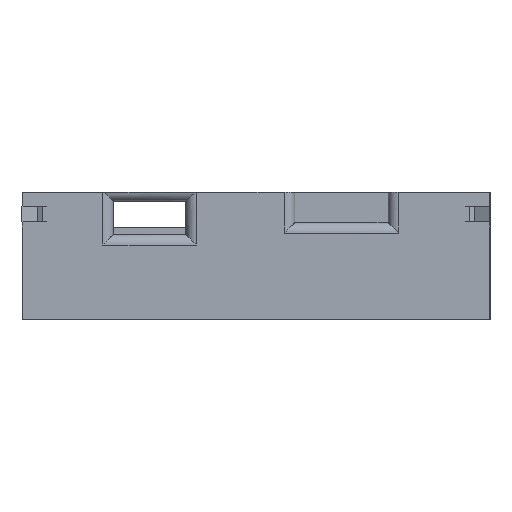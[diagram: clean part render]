
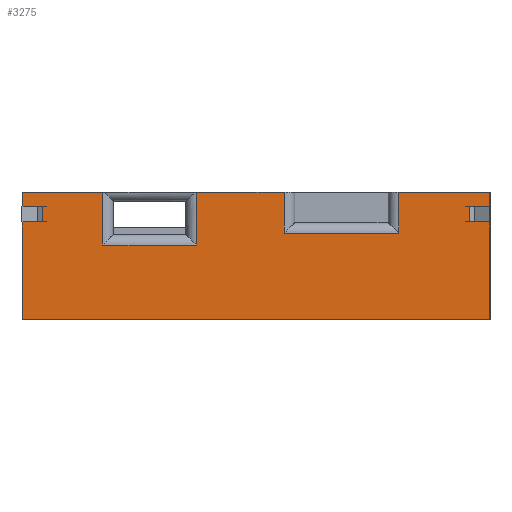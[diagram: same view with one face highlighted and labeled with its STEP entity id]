
A CAD part, left-side view. The second image highlights one B-rep face of the part: STEP entity #3275.
In plain terms, the highlighted planar face has unit normal (-1, 0, 0).
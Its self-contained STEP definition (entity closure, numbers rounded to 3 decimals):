
#215=PLANE('',#3486);
#366=FACE_OUTER_BOUND('',#551,.T.);
#551=EDGE_LOOP('',(#2453,#2454,#2455,#2456,#2457,#2458,#2459,#2460,#2461,
#2462,#2463,#2464,#2465,#2466,#2467,#2468,#2469,#2470,#2471,#2472));
#774=LINE('',#4447,#1105);
#784=LINE('',#4468,#1115);
#786=LINE('',#4472,#1117);
#813=LINE('',#4528,#1144);
#819=LINE('',#4539,#1150);
#820=LINE('',#4542,#1151);
#839=LINE('',#4581,#1170);
#840=LINE('',#4583,#1171);
#841=LINE('',#4584,#1172);
#842=LINE('',#4586,#1173);
#843=LINE('',#4588,#1174);
#844=LINE('',#4590,#1175);
#845=LINE('',#4592,#1176);
#846=LINE('',#4594,#1177);
#847=LINE('',#4596,#1178);
#848=LINE('',#4598,#1179);
#849=LINE('',#4600,#1180);
#850=LINE('',#4602,#1181);
#851=LINE('',#4604,#1182);
#852=LINE('',#4605,#1183);
#1105=VECTOR('',#3741,10.);
#1115=VECTOR('',#3759,10.);
#1117=VECTOR('',#3763,10.);
#1144=VECTOR('',#3808,10.);
#1150=VECTOR('',#3818,10.);
#1151=VECTOR('',#3821,10.);
#1170=VECTOR('',#3854,10.);
#1171=VECTOR('',#3855,10.);
#1172=VECTOR('',#3856,10.);
#1173=VECTOR('',#3857,10.);
#1174=VECTOR('',#3858,10.);
#1175=VECTOR('',#3859,10.);
#1176=VECTOR('',#3860,10.);
#1177=VECTOR('',#3861,10.);
#1178=VECTOR('',#3862,10.);
#1179=VECTOR('',#3863,10.);
#1180=VECTOR('',#3864,10.);
#1181=VECTOR('',#3865,10.);
#1182=VECTOR('',#3866,10.);
#1183=VECTOR('',#3867,10.);
#1477=VERTEX_POINT('',#4440);
#1480=VERTEX_POINT('',#4445);
#1487=VERTEX_POINT('',#4467);
#1488=VERTEX_POINT('',#4471);
#1507=VERTEX_POINT('',#4525);
#1508=VERTEX_POINT('',#4527);
#1511=VERTEX_POINT('',#4537);
#1512=VERTEX_POINT('',#4541);
#1525=VERTEX_POINT('',#4580);
#1526=VERTEX_POINT('',#4582);
#1527=VERTEX_POINT('',#4585);
#1528=VERTEX_POINT('',#4587);
#1529=VERTEX_POINT('',#4589);
#1530=VERTEX_POINT('',#4591);
#1531=VERTEX_POINT('',#4593);
#1532=VERTEX_POINT('',#4595);
#1533=VERTEX_POINT('',#4597);
#1534=VERTEX_POINT('',#4599);
#1535=VERTEX_POINT('',#4601);
#1536=VERTEX_POINT('',#4603);
#1818=EDGE_CURVE('',#1477,#1480,#774,.T.);
#1828=EDGE_CURVE('',#1487,#1477,#784,.T.);
#1830=EDGE_CURVE('',#1480,#1488,#786,.T.);
#1857=EDGE_CURVE('',#1508,#1507,#813,.T.);
#1863=EDGE_CURVE('',#1507,#1511,#819,.T.);
#1864=EDGE_CURVE('',#1512,#1508,#820,.T.);
#1883=EDGE_CURVE('',#1488,#1525,#839,.T.);
#1884=EDGE_CURVE('',#1526,#1525,#840,.T.);
#1885=EDGE_CURVE('',#1526,#1512,#841,.T.);
#1886=EDGE_CURVE('',#1511,#1527,#842,.T.);
#1887=EDGE_CURVE('',#1528,#1527,#843,.T.);
#1888=EDGE_CURVE('',#1529,#1528,#844,.T.);
#1889=EDGE_CURVE('',#1530,#1529,#845,.T.);
#1890=EDGE_CURVE('',#1531,#1530,#846,.T.);
#1891=EDGE_CURVE('',#1532,#1531,#847,.T.);
#1892=EDGE_CURVE('',#1532,#1533,#848,.T.);
#1893=EDGE_CURVE('',#1534,#1533,#849,.T.);
#1894=EDGE_CURVE('',#1534,#1535,#850,.T.);
#1895=EDGE_CURVE('',#1536,#1535,#851,.T.);
#1896=EDGE_CURVE('',#1536,#1487,#852,.T.);
#2453=ORIENTED_EDGE('',*,*,#1828,.T.);
#2454=ORIENTED_EDGE('',*,*,#1818,.T.);
#2455=ORIENTED_EDGE('',*,*,#1830,.T.);
#2456=ORIENTED_EDGE('',*,*,#1883,.T.);
#2457=ORIENTED_EDGE('',*,*,#1884,.F.);
#2458=ORIENTED_EDGE('',*,*,#1885,.T.);
#2459=ORIENTED_EDGE('',*,*,#1864,.T.);
#2460=ORIENTED_EDGE('',*,*,#1857,.T.);
#2461=ORIENTED_EDGE('',*,*,#1863,.T.);
#2462=ORIENTED_EDGE('',*,*,#1886,.T.);
#2463=ORIENTED_EDGE('',*,*,#1887,.F.);
#2464=ORIENTED_EDGE('',*,*,#1888,.F.);
#2465=ORIENTED_EDGE('',*,*,#1889,.F.);
#2466=ORIENTED_EDGE('',*,*,#1890,.F.);
#2467=ORIENTED_EDGE('',*,*,#1891,.F.);
#2468=ORIENTED_EDGE('',*,*,#1892,.T.);
#2469=ORIENTED_EDGE('',*,*,#1893,.F.);
#2470=ORIENTED_EDGE('',*,*,#1894,.T.);
#2471=ORIENTED_EDGE('',*,*,#1895,.F.);
#2472=ORIENTED_EDGE('',*,*,#1896,.T.);
#3275=ADVANCED_FACE('',(#366),#215,.T.);
#3486=AXIS2_PLACEMENT_3D('',#4579,#3852,#3853);
#3741=DIRECTION('',(0.,0.,-1.));
#3759=DIRECTION('',(0.,-1.,0.));
#3763=DIRECTION('',(0.,1.,0.));
#3808=DIRECTION('',(0.,0.,1.));
#3818=DIRECTION('',(0.,-1.,0.));
#3821=DIRECTION('',(0.,1.,0.));
#3852=DIRECTION('center_axis',(-1.,0.,0.));
#3853=DIRECTION('ref_axis',(0.,1.,0.));
#3854=DIRECTION('',(0.,0.,-1.));
#3855=DIRECTION('',(0.,1.,0.));
#3856=DIRECTION('',(0.,0.,1.));
#3857=DIRECTION('',(0.,0.,1.));
#3858=DIRECTION('',(0.,-1.,0.));
#3859=DIRECTION('',(0.,0.,1.));
#3860=DIRECTION('',(0.,-1.,0.));
#3861=DIRECTION('',(0.,0.,-1.));
#3862=DIRECTION('',(0.,-1.,0.));
#3863=DIRECTION('',(0.,0.,-1.));
#3864=DIRECTION('',(0.,-1.,0.));
#3865=DIRECTION('',(0.,0.,1.));
#3866=DIRECTION('',(0.,-1.,0.));
#3867=DIRECTION('',(0.,0.,-1.));
#4440=CARTESIAN_POINT('',(-4.,59.147,13.));
#4445=CARTESIAN_POINT('',(-4.,59.147,10.8));
#4447=CARTESIAN_POINT('',(-4.,59.147,6.5));
#4467=CARTESIAN_POINT('',(-4.,62.,13.));
#4468=CARTESIAN_POINT('',(-4.,27.875,13.));
#4471=CARTESIAN_POINT('',(-4.,62.,10.8));
#4472=CARTESIAN_POINT('',(-4.,27.875,10.8));
#4525=CARTESIAN_POINT('',(-4.,-1.147,13.));
#4527=CARTESIAN_POINT('',(-4.,-1.147,10.8));
#4528=CARTESIAN_POINT('',(-4.,-1.147,6.5));
#4537=CARTESIAN_POINT('',(-4.,-4.,13.));
#4539=CARTESIAN_POINT('',(-4.,-2.875,13.));
#4541=CARTESIAN_POINT('',(-4.,-4.,10.8));
#4542=CARTESIAN_POINT('',(-4.,-2.875,10.8));
#4579=CARTESIAN_POINT('Origin',(-4.,-4.,0.));
#4580=CARTESIAN_POINT('',(-4.,62.,-3.));
#4581=CARTESIAN_POINT('',(-4.,62.,0.));
#4582=CARTESIAN_POINT('',(-4.,-4.,-3.));
#4583=CARTESIAN_POINT('',(-4.,62.,-3.));
#4584=CARTESIAN_POINT('',(-4.,-4.,0.));
#4585=CARTESIAN_POINT('',(-4.,-4.,15.));
#4586=CARTESIAN_POINT('',(-4.,-4.,0.));
#4587=CARTESIAN_POINT('',(-4.,8.884,15.));
#4588=CARTESIAN_POINT('',(-4.,62.,15.));
#4589=CARTESIAN_POINT('',(-4.,8.882,9.221));
#4590=CARTESIAN_POINT('',(-4.,8.882,8.749));
#4591=CARTESIAN_POINT('',(-4.,25.015,9.22));
#4592=CARTESIAN_POINT('',(-4.,3.192,9.222));
#4593=CARTESIAN_POINT('',(-4.,25.016,15.));
#4594=CARTESIAN_POINT('',(-4.,25.015,5.359));
#4595=CARTESIAN_POINT('',(-4.,37.4,15.));
#4596=CARTESIAN_POINT('',(-4.,62.,15.));
#4597=CARTESIAN_POINT('',(-4.,37.4,7.55));
#4598=CARTESIAN_POINT('',(-4.,37.4,6.86));
#4599=CARTESIAN_POINT('',(-4.,50.6,7.55));
#4600=CARTESIAN_POINT('',(-4.,17.45,7.55));
#4601=CARTESIAN_POINT('',(-4.,50.6,15.));
#4602=CARTESIAN_POINT('',(-4.,50.6,4.525));
#4603=CARTESIAN_POINT('',(-4.,62.,15.));
#4604=CARTESIAN_POINT('',(-4.,62.,15.));
#4605=CARTESIAN_POINT('',(-4.,62.,0.));
